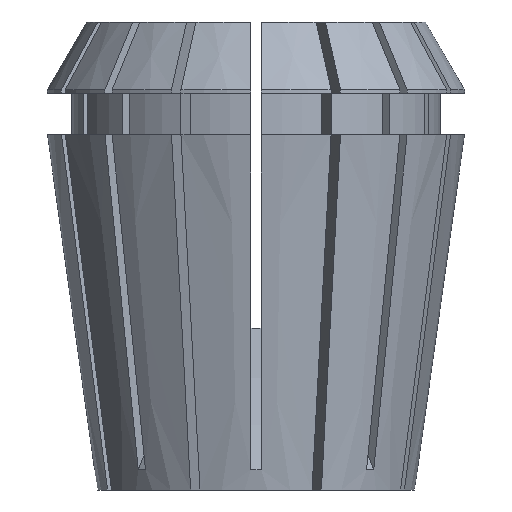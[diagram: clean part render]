
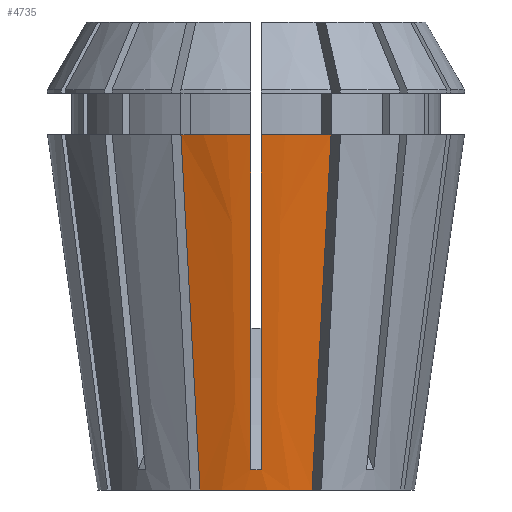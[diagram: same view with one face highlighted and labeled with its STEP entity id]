
A CAD part, left-side view. The second image highlights one B-rep face of the part: STEP entity #4735.
In plain terms, the highlighted conical face has half-angle 8 degrees and reference radius 15.595 mm.
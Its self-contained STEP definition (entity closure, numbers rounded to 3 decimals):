
#27 = CARTESIAN_POINT ( 'NONE',  ( -15.87, -0.5, 2.01 ) ) ;
#44 = CARTESIAN_POINT ( 'NONE',  ( -15.87, 0.5, 2.01 ) ) ;
#68 = CARTESIAN_POINT ( 'NONE',  ( -19.126, 7.381, 34.9 ) ) ;
#153 = CARTESIAN_POINT ( 'NONE',  ( -20.265, 0.5, 33.268 ) ) ;
#164 = AXIS2_PLACEMENT_3D ( 'NONE', #1806, #2795, #3259 ) ;
#623 = AXIS2_PLACEMENT_3D ( 'NONE', #3002, #3024, #1608 ) ;
#629 = FACE_OUTER_BOUND ( 'NONE', #5190, .T. ) ;
#669 = CARTESIAN_POINT ( 'NONE',  ( -19.126, -7.381, 34.9 ) ) ;
#787 = B_SPLINE_CURVE_WITH_KNOTS ( 'NONE', 3,
 ( #6062, #2132, #3202, #1174 ),
 .UNSPECIFIED., .F., .F.,
 ( 4, 4 ),
 ( 0., 0.001 ),
 .UNSPECIFIED. ) ;
#824 = VERTEX_POINT ( 'NONE', #4403 ) ;
#901 = EDGE_CURVE ( 'NONE', #3337, #4190, #4618, .T. ) ;
#963 = CARTESIAN_POINT ( 'NONE',  ( -20.494, -0.5, 34.9 ) ) ;
#999 = CARTESIAN_POINT ( 'NONE',  ( -15.977, -0.5, 2.77 ) ) ;
#1121 = CARTESIAN_POINT ( 'NONE',  ( -14.592, -5.503, 0. ) ) ;
#1174 = CARTESIAN_POINT ( 'NONE',  ( -15.87, -0.5, 2.01 ) ) ;
#1248 = CARTESIAN_POINT ( 'NONE',  ( -16.191, 0.5, 4.29 ) ) ;
#1326 = DIRECTION ( 'NONE',  ( 1., 0., 0. ) ) ;
#1416 = CIRCLE ( 'NONE', #164, 20.5 ) ;
#1468 = ORIENTED_EDGE ( 'NONE', *, *, #1795, .T. ) ;
#1608 = DIRECTION ( 'NONE',  ( -1., 0., 0. ) ) ;
#1662 = CARTESIAN_POINT ( 'NONE',  ( -14.592, -5.503, 0. ) ) ;
#1683 = CARTESIAN_POINT ( 'NONE',  ( -20.38, 0.5, 34.084 ) ) ;
#1709 = VERTEX_POINT ( 'NONE', #963 ) ;
#1795 = EDGE_CURVE ( 'NONE', #1709, #3754, #3711, .T. ) ;
#1806 = CARTESIAN_POINT ( 'NONE',  ( 0., 0., 34.9 ) ) ;
#1814 = EDGE_CURVE ( 'NONE', #824, #2965, #5992, .T. ) ;
#1902 = CARTESIAN_POINT ( 'NONE',  ( -15.87, 0.5, 2.01 ) ) ;
#1913 = ORIENTED_EDGE ( 'NONE', *, *, #2470, .F. ) ;
#1936 = CARTESIAN_POINT ( 'NONE',  ( -20.15, -0.5, 32.452 ) ) ;
#2022 = EDGE_CURVE ( 'NONE', #3425, #3337, #2246, .T. ) ;
#2132 = CARTESIAN_POINT ( 'NONE',  ( -15.879, 0.167, 1.997 ) ) ;
#2136 = CARTESIAN_POINT ( 'NONE',  ( -18.83, 0.5, 23.065 ) ) ;
#2167 = CARTESIAN_POINT ( 'NONE',  ( -16.104, -6.129, 11.633 ) ) ;
#2203 = CARTESIAN_POINT ( 'NONE',  ( 0., 0., 0. ) ) ;
#2218 = EDGE_CURVE ( 'NONE', #3425, #1709, #1416, .T. ) ;
#2240 = ORIENTED_EDGE ( 'NONE', *, *, #2218, .T. ) ;
#2246 = B_SPLINE_CURVE_WITH_KNOTS ( 'NONE', 3,
 ( #669, #4071, #2167, #1662 ),
 .UNSPECIFIED., .F., .F.,
 ( 4, 4 ),
 ( 0., 0.035 ),
 .UNSPECIFIED. ) ;
#2443 = CARTESIAN_POINT ( 'NONE',  ( -20.38, -0.5, 34.084 ) ) ;
#2470 = EDGE_CURVE ( 'NONE', #824, #6102, #4708, .T. ) ;
#2719 = DIRECTION ( 'NONE',  ( 0., 0., 1. ) ) ;
#2776 = CARTESIAN_POINT ( 'NONE',  ( -15.87, -0.5, 2.01 ) ) ;
#2795 = DIRECTION ( 'NONE',  ( 0., 0., -1. ) ) ;
#2798 = DIRECTION ( 'NONE',  ( -1., 0., 0. ) ) ;
#2921 = EDGE_CURVE ( 'NONE', #6102, #3754, #787, .T. ) ;
#2948 = CARTESIAN_POINT ( 'NONE',  ( -16.084, -0.5, 3.53 ) ) ;
#2965 = VERTEX_POINT ( 'NONE', #5085 ) ;
#3002 = CARTESIAN_POINT ( 'NONE',  ( 0., 0., 0. ) ) ;
#3008 = CARTESIAN_POINT ( 'NONE',  ( -14.592, 5.503, 0. ) ) ;
#3024 = DIRECTION ( 'NONE',  ( 0., 0., -1. ) ) ;
#3119 = ORIENTED_EDGE ( 'NONE', *, *, #2921, .F. ) ;
#3174 = CARTESIAN_POINT ( 'NONE',  ( -20.494, 0.5, 34.9 ) ) ;
#3202 = CARTESIAN_POINT ( 'NONE',  ( -15.879, -0.167, 1.997 ) ) ;
#3259 = DIRECTION ( 'NONE',  ( -1., 0., 0. ) ) ;
#3337 = VERTEX_POINT ( 'NONE', #1121 ) ;
#3424 = CARTESIAN_POINT ( 'NONE',  ( -17.511, -0.5, 13.678 ) ) ;
#3425 = VERTEX_POINT ( 'NONE', #6013 ) ;
#3447 = CARTESIAN_POINT ( 'NONE',  ( -20.494, -0.5, 34.9 ) ) ;
#3711 = B_SPLINE_CURVE_WITH_KNOTS ( 'NONE', 3,
 ( #3447, #2443, #5889, #1936, #5824, #3424, #5845, #2948, #999, #27 ),
 .UNSPECIFIED., .F., .F.,
 ( 4, 3, 3, 4 ),
 ( 0.076, 0.079, 0.107, 0.109 ),
 .UNSPECIFIED. ) ;
#3754 = VERTEX_POINT ( 'NONE', #2776 ) ;
#3809 = B_SPLINE_CURVE_WITH_KNOTS ( 'NONE', 3,
 ( #68, #5909, #4485, #3008 ),
 .UNSPECIFIED., .F., .F.,
 ( 4, 4 ),
 ( 0., 0.035 ),
 .UNSPECIFIED. ) ;
#3941 = ORIENTED_EDGE ( 'NONE', *, *, #1814, .T. ) ;
#3989 = ORIENTED_EDGE ( 'NONE', *, *, #2022, .F. ) ;
#4050 = EDGE_CURVE ( 'NONE', #2965, #4190, #3809, .T. ) ;
#4071 = CARTESIAN_POINT ( 'NONE',  ( -17.615, -6.755, 23.267 ) ) ;
#4137 = CARTESIAN_POINT ( 'NONE',  ( -14.592, 5.503, 0. ) ) ;
#4190 = VERTEX_POINT ( 'NONE', #4137 ) ;
#4192 = ORIENTED_EDGE ( 'NONE', *, *, #4050, .T. ) ;
#4401 = AXIS2_PLACEMENT_3D ( 'NONE', #5694, #5226, #2798 ) ;
#4403 = CARTESIAN_POINT ( 'NONE',  ( -20.494, 0.5, 34.9 ) ) ;
#4485 = CARTESIAN_POINT ( 'NONE',  ( -16.104, 6.129, 11.633 ) ) ;
#4618 = CIRCLE ( 'NONE', #623, 15.595 ) ;
#4708 = B_SPLINE_CURVE_WITH_KNOTS ( 'NONE', 3,
 ( #3174, #1683, #153, #5041, #2136, #5120, #1248, #5906, #5696, #44 ),
 .UNSPECIFIED., .F., .F.,
 ( 4, 3, 3, 4 ),
 ( 0.076, 0.079, 0.107, 0.109 ),
 .UNSPECIFIED. ) ;
#4735 = ADVANCED_FACE ( 'NONE', ( #629 ), #5266, .T. ) ;
#4851 = AXIS2_PLACEMENT_3D ( 'NONE', #2203, #2719, #1326 ) ;
#5041 = CARTESIAN_POINT ( 'NONE',  ( -20.15, 0.5, 32.452 ) ) ;
#5085 = CARTESIAN_POINT ( 'NONE',  ( -19.126, 7.381, 34.9 ) ) ;
#5120 = CARTESIAN_POINT ( 'NONE',  ( -17.511, 0.5, 13.678 ) ) ;
#5190 = EDGE_LOOP ( 'NONE', ( #3941, #4192, #5662, #3989, #2240, #1468, #3119, #1913 ) ) ;
#5226 = DIRECTION ( 'NONE',  ( 0., 0., -1. ) ) ;
#5266 = CONICAL_SURFACE ( 'NONE', #4851, 15.595, 0.14 ) ;
#5662 = ORIENTED_EDGE ( 'NONE', *, *, #901, .F. ) ;
#5694 = CARTESIAN_POINT ( 'NONE',  ( 0., 0., 34.9 ) ) ;
#5696 = CARTESIAN_POINT ( 'NONE',  ( -15.977, 0.5, 2.77 ) ) ;
#5824 = CARTESIAN_POINT ( 'NONE',  ( -18.83, -0.5, 23.065 ) ) ;
#5845 = CARTESIAN_POINT ( 'NONE',  ( -16.191, -0.5, 4.29 ) ) ;
#5889 = CARTESIAN_POINT ( 'NONE',  ( -20.265, -0.5, 33.268 ) ) ;
#5906 = CARTESIAN_POINT ( 'NONE',  ( -16.084, 0.5, 3.53 ) ) ;
#5909 = CARTESIAN_POINT ( 'NONE',  ( -17.615, 6.755, 23.267 ) ) ;
#5992 = CIRCLE ( 'NONE', #4401, 20.5 ) ;
#6013 = CARTESIAN_POINT ( 'NONE',  ( -19.126, -7.381, 34.9 ) ) ;
#6062 = CARTESIAN_POINT ( 'NONE',  ( -15.87, 0.5, 2.01 ) ) ;
#6102 = VERTEX_POINT ( 'NONE', #1902 ) ;
